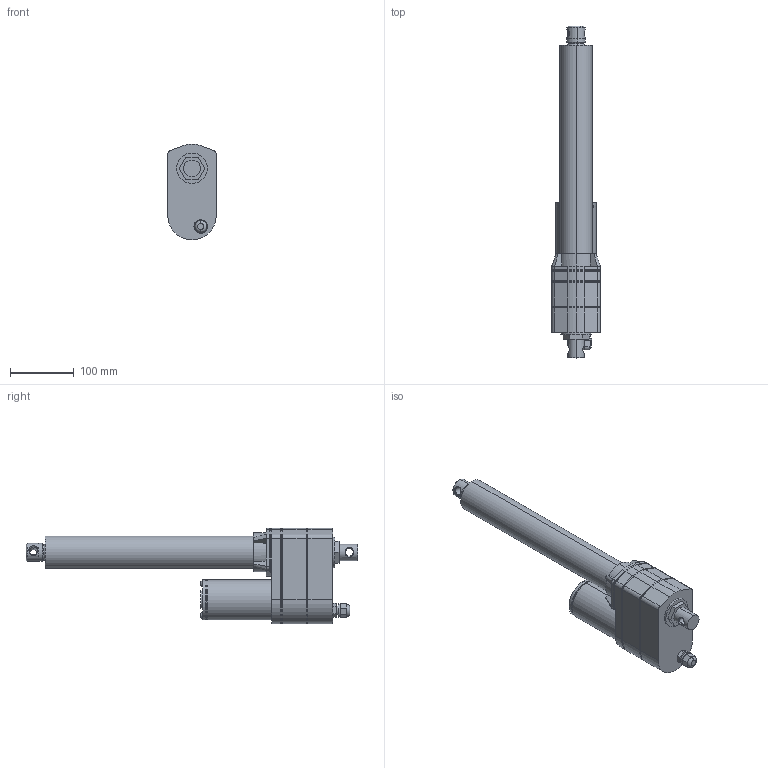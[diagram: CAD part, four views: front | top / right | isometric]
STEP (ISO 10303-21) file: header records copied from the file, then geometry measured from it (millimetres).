
FILE_DESCRIPTION (( 'STEP AP203' ), '1' );
FILE_NAME ('SDA8 assembly.STEP', '2014-10-21T19:51:47', ( 'Kyle' ), ( 'Microsoft' ), 'SwSTEP 2.0', 'SolidWorks 2014', '' );
FILE_SCHEMA (( 'CONFIG_CONTROL_DESIGN' ));
Length unit declared in the file: inch
Products named in the file (3): SDA8; SDA8 shaft; SDA8 assembly
Assembly tree (2 placements, depth 2):
  SDA8 assembly
    SDA8
    SDA8 shaft
Bounding box: 76.2 x 522.85 x 150.75 mm (x, y, z)
Volume: 2098031.7 mm3; surface area: 199880.3 mm2
Topology: 2 solids, 2 shells, 259 faces, 580 edges, 337 vertices
Faces by surface type: plane 93, cylinder 90, torus 62, bspline 12, cone 2
Entity records: 15038 total; most frequent: CARTESIAN_POINT 8966, DIRECTION 1285, ORIENTED_EDGE 1160, EDGE_CURVE 580, AXIS2_PLACEMENT_3D 518, VERTEX_POINT 337, EDGE_LOOP 275, CIRCLE 266
